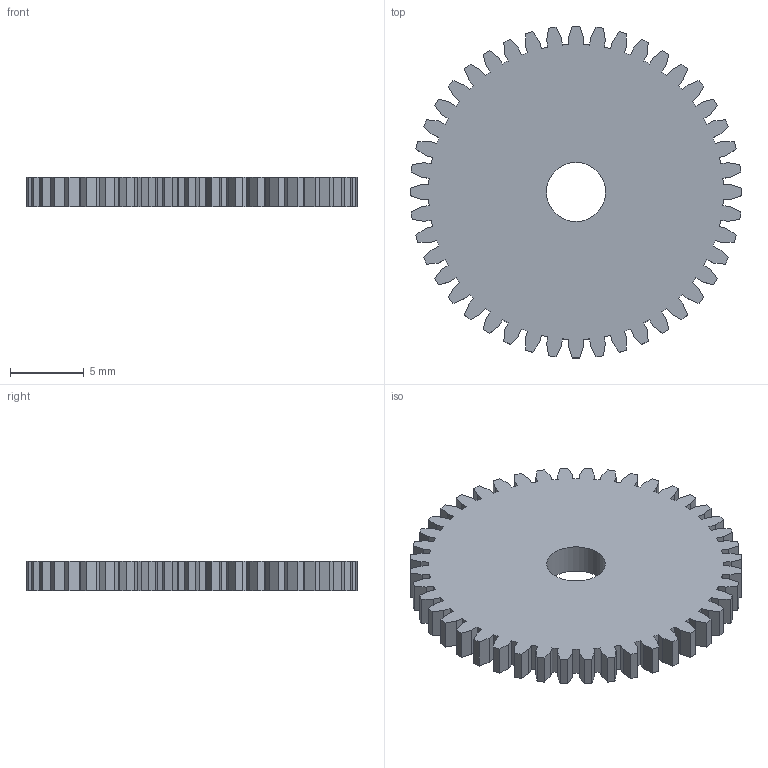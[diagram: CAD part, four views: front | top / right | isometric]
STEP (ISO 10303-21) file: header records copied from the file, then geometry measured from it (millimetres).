
FILE_DESCRIPTION(('HOOPS Exchange Step'),'2;1');
FILE_NAME('temp_export','2024-08-18T15:08:04+08:00',('sharma21'),('Shapr3D Limited'),'HOOPS Exchange 2024.2','Shapr3D','Authorized');
FILE_SCHEMA( ('AP242_MANAGED_MODEL_BASED_3D_ENGINEERING_MIM_LF {1 0 10303 442 1 1 4 }') );
Length unit declared in the file: millimetre
Products named in the file (1): root
Bounding box: 22.5 x 22.5 x 2 mm (x, y, z)
Volume: 697.1 mm3; surface area: 1033.2 mm2
Topology: 1 solids, 1 shells, 267 faces, 797 edges, 532 vertices
Faces by surface type: plane 222, cylinder 45
Full cylindrical faces by diameter (mm): 4 x1
Entity records: 8919 total; most frequent: CARTESIAN_POINT 1598, ORIENTED_EDGE 1594, DIRECTION 1427, EDGE_CURVE 797, VECTOR 705, LINE 705, VERTEX_POINT 532, AXIS2_PLACEMENT_3D 361
